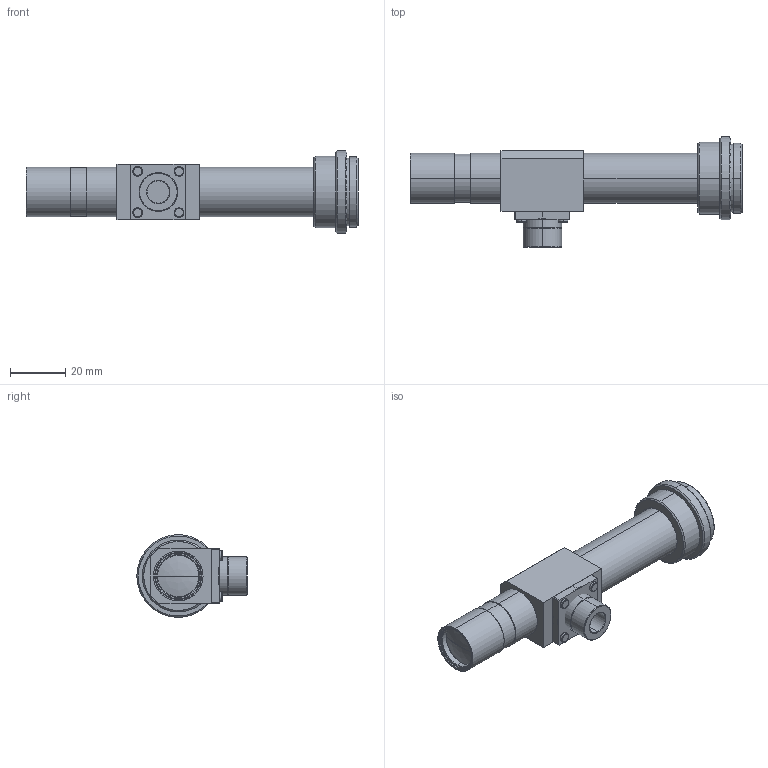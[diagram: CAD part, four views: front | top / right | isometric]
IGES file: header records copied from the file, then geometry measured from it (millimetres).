
Start section: SolidWorks IGES file using analytic representation for surfaces
Global section: file name: HR-1F-71 3D-Data.IGS; native system: SolidWorks 2016; preprocessor: SolidWorks 2016; author: 株式会社オプトアート,,11,0,13H; organization: 170201.130933; date: 170201.130933; units: millimetre
Bounding box: 120.4 x 40 x 30 mm (x, y, z)
Surface area: 12489.3 mm2 (no closed solid volume)
Topology: 0 solids, 0 shells, 134 faces, 1940 edges, 1938 vertices
Faces by surface type: revolution 80, bspline 54
